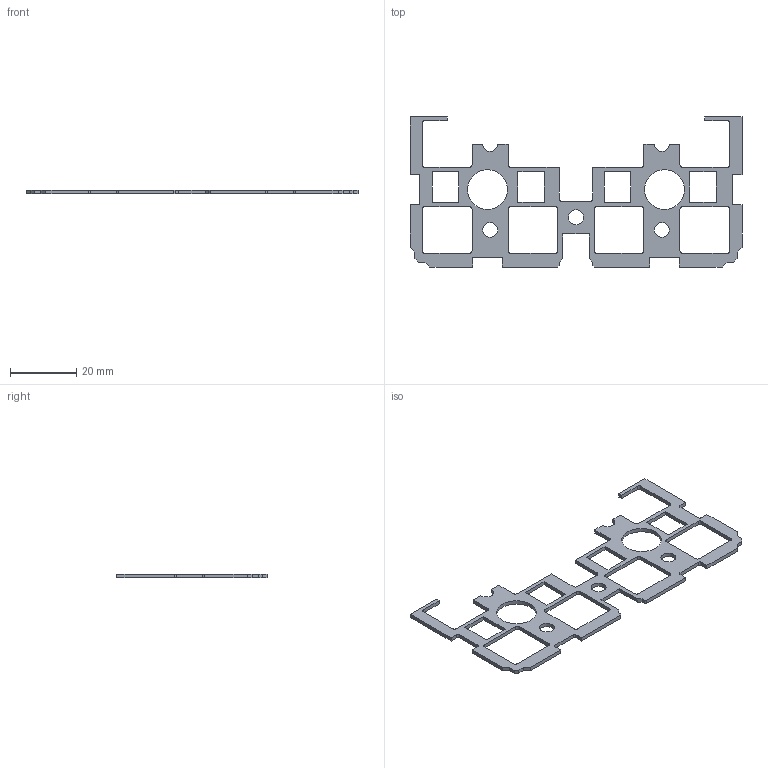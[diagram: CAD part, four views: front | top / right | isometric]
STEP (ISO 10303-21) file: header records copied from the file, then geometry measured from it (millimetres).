
FILE_DESCRIPTION(('KiCad electronic assembly'),'2;1');
FILE_NAME('PCBA-VSNX-BTNGROUP-3D.step','2025-01-17T22:17:23',('Pcbnew'), ('Kicad'),'Open CASCADE STEP processor 7.6','KiCad to STEP converter', 'Unknown');
FILE_SCHEMA(('AUTOMOTIVE_DESIGN { 1 0 10303 214 1 1 1 1 }'));
Length unit declared in the file: millimetre
Products named in the file (2): PCBA-VSNX-BTNGROUP-3D 1; kibot_hlj3xhcn_PCB
Assembly tree (1 placements, depth 2):
  PCBA-VSNX-BTNGROUP-3D 1
    kibot_hlj3xhcn_PCB
Bounding box: 100 x 45.25 x 1.2 mm (x, y, z)
Volume: 1849.7 mm3; surface area: 4186.4 mm2
Topology: 1 solids, 1 shells, 137 faces, 405 edges, 270 vertices
Faces by surface type: plane 96, cylinder 41
Full cylindrical faces by diameter (mm): 4.5 x3, 12 x2
Entity records: 4650 total; most frequent: CARTESIAN_POINT 814, ORIENTED_EDGE 810, DIRECTION 765, EDGE_CURVE 405, LINE 323, VECTOR 323, VERTEX_POINT 270, AXIS2_PLACEMENT_3D 221
